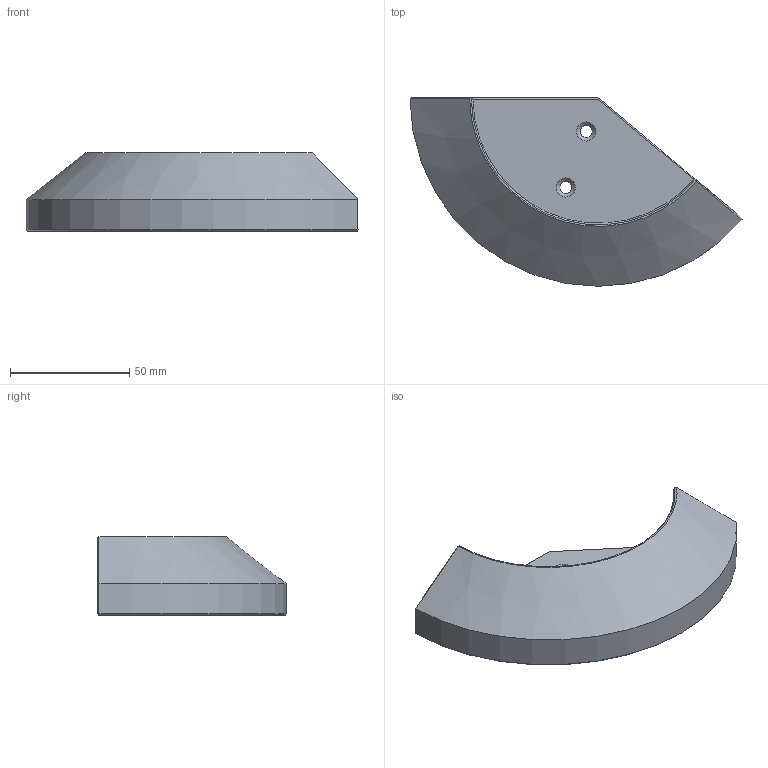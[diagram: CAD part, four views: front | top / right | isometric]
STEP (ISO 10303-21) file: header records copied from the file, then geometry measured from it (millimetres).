
FILE_DESCRIPTION(('FreeCAD Model'),'2;1');
FILE_NAME('Open CASCADE Shape Model','2024-08-19T19:19:28',(''),(''), 'Open CASCADE STEP processor 7.7','FreeCAD','Unknown');
FILE_SCHEMA(('AUTOMOTIVE_DESIGN { 1 0 10303 214 1 1 1 1 }'));
Length unit declared in the file: millimetre
Products named in the file (1): Body
Bounding box: 139.19 x 79 x 32.74 mm (x, y, z)
Volume: 38253.8 mm3; surface area: 29641.7 mm2
Topology: 1 solids, 1 shells, 41 faces, 85 edges, 46 vertices
Faces by surface type: plane 21, cone 8, bspline 8, cylinder 4
Full cylindrical faces by diameter (mm): 5 x2
Entity records: 1420 total; most frequent: CARTESIAN_POINT 613, ORIENTED_EDGE 170, DIRECTION 136, EDGE_CURVE 85, AXIS2_PLACEMENT_3D 49, VERTEX_POINT 46, FACE_BOUND 45, EDGE_LOOP 45
